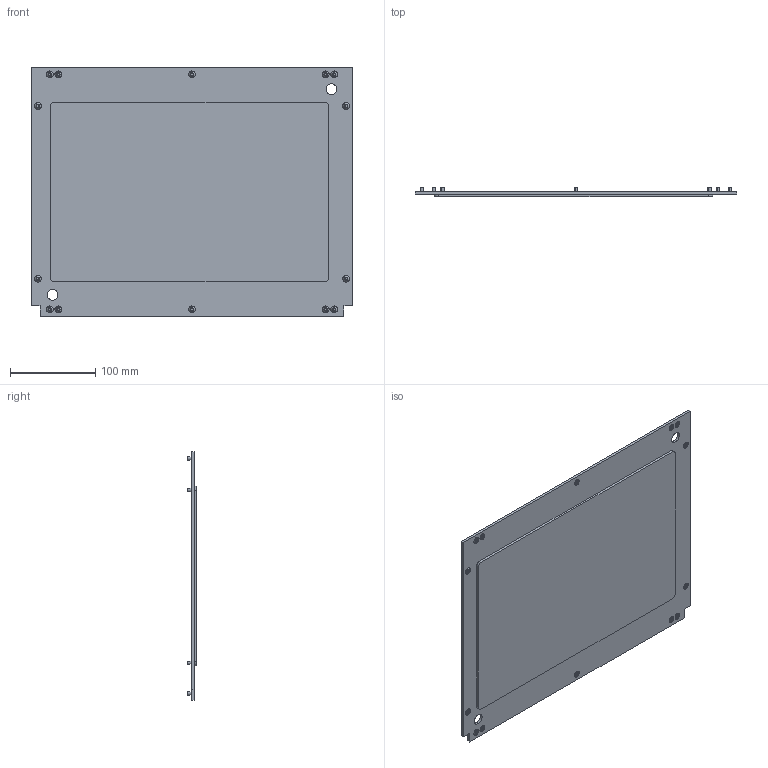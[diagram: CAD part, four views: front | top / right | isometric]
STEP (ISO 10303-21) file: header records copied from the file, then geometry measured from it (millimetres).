
FILE_DESCRIPTION (( 'STEP AP214' ), '1' );
FILE_NAME ('INGUN_107457.STEP', '2023-02-02T12:40:40', ( '' ), ( '' ), 'SwSTEP 2.0', 'SolidWorks 2021', '' );
FILE_SCHEMA (( 'AUTOMOTIVE_DESIGN' ));
Length unit declared in the file: millimetre
Products named in the file (3): 15982~0_KUNDE<S>; INGUN_107457; ISO7380~n_M04,0x006
Assembly tree (15 placements, depth 2):
  INGUN_107457
    15982~0_KUNDE<S>
    ISO7380~n_M04,0x006  x14
Bounding box: 378 x 11.3 x 292.3 mm (x, y, z)
Volume: 537276 mm3; surface area: 230900.6 mm2
Topology: 15 solids, 15 shells, 499 faces, 1222 edges, 796 vertices
Faces by surface type: cylinder 358, plane 85, cone 28, torus 28
Entity records: 3965 total; most frequent: DIRECTION 755, CARTESIAN_POINT 637, ORIENTED_EDGE 598, AXIS2_PLACEMENT_3D 316, EDGE_CURVE 299, VERTEX_POINT 198, CIRCLE 176, EDGE_LOOP 171
